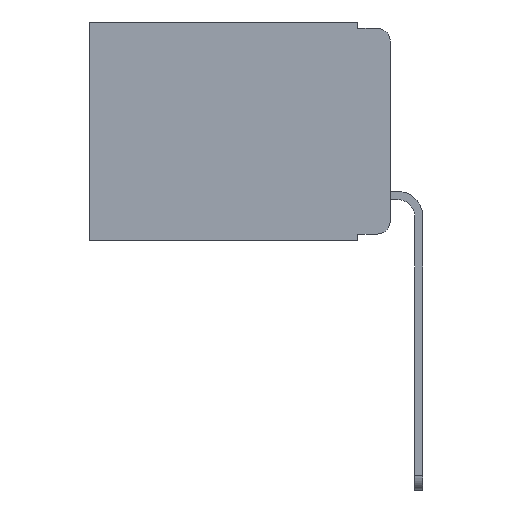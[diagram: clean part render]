
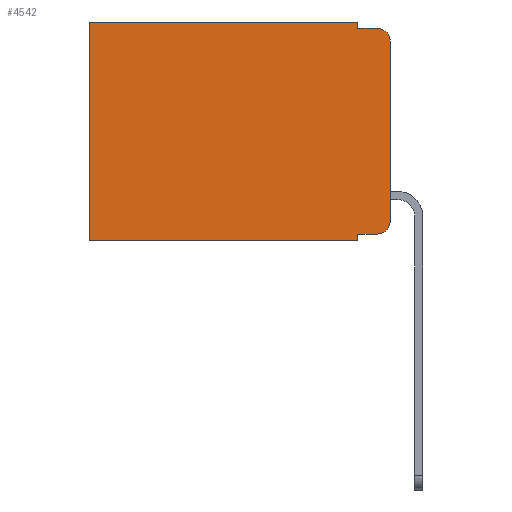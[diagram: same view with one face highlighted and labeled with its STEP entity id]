
A CAD part, left-side view. The second image highlights one B-rep face of the part: STEP entity #4542.
In plain terms, the highlighted planar face has unit normal (-1, 0, 0).
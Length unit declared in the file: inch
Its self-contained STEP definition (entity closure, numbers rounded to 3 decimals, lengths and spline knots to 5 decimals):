
#2 = EDGE_CURVE ( 'NONE', #4978, #5792, #9691, .T. ) ;
#14 = DIRECTION ( 'NONE',  ( 0., 0., -1. ) ) ;
#22 = EDGE_CURVE ( 'NONE', #862, #5792, #9411, .T. ) ;
#24 = EDGE_CURVE ( 'NONE', #9515, #862, #2490, .T. ) ;
#53 = EDGE_CURVE ( 'NONE', #3421, #9381, #11428, .T. ) ;
#83 = EDGE_CURVE ( 'NONE', #9982, #3683, #11157, .T. ) ;
#131 = EDGE_CURVE ( 'NONE', #9982, #9668, #10372, .T. ) ;
#166 = DIRECTION ( 'NONE',  ( 0., 0., -1. ) ) ;
#181 = EDGE_CURVE ( 'NONE', #9668, #2810, #7292, .T. ) ;
#493 = CARTESIAN_POINT ( 'NONE',  ( 0.298, 0.02, -0.03 ) ) ;
#523 = CARTESIAN_POINT ( 'NONE',  ( 0.298, 0.051, -0.01 ) ) ;
#862 = VERTEX_POINT ( 'NONE', #7250 ) ;
#1298 = DIRECTION ( 'NONE',  ( -1., 0., 0. ) ) ;
#1718 = CARTESIAN_POINT ( 'NONE',  ( 0.298, 0.473, 0. ) ) ;
#2043 = AXIS2_PLACEMENT_3D ( 'NONE', #11268, #6141, #12082 ) ;
#2332 = EDGE_CURVE ( 'NONE', #3683, #9381, #6679, .T. ) ;
#2421 = DIRECTION ( 'NONE',  ( 0., 0., -1. ) ) ;
#2490 = LINE ( 'NONE', #4269, #7147 ) ;
#2664 = CARTESIAN_POINT ( 'NONE',  ( 0.298, 0.473, 0. ) ) ;
#2810 = VERTEX_POINT ( 'NONE', #5340 ) ;
#3251 = ORIENTED_EDGE ( 'NONE', *, *, #83, .F. ) ;
#3257 = CARTESIAN_POINT ( 'NONE',  ( 0.298, 0.051, -0.333 ) ) ;
#3385 = VECTOR ( 'NONE', #9029, 39.37008 ) ;
#3421 = VERTEX_POINT ( 'NONE', #2664 ) ;
#3683 = VERTEX_POINT ( 'NONE', #5452 ) ;
#3776 = ORIENTED_EDGE ( 'NONE', *, *, #2, .T. ) ;
#4269 = CARTESIAN_POINT ( 'NONE',  ( 0.298, 0.051, 0. ) ) ;
#4364 = ORIENTED_EDGE ( 'NONE', *, *, #9934, .T. ) ;
#4392 = PLANE ( 'NONE',  #2043 ) ;
#4542 = ADVANCED_FACE ( 'NONE', ( #9392 ), #4392, .F. ) ;
#4646 = ORIENTED_EDGE ( 'NONE', *, *, #2332, .F. ) ;
#4714 = CARTESIAN_POINT ( 'NONE',  ( 0.298, 0.02, -0.333 ) ) ;
#4809 = LINE ( 'NONE', #11481, #9100 ) ;
#4817 = EDGE_LOOP ( 'NONE', ( #8138, #3776, #6142, #6402, #4364, #11228, #4646, #3251, #4936, #7224 ) ) ;
#4936 = ORIENTED_EDGE ( 'NONE', *, *, #131, .T. ) ;
#4978 = VERTEX_POINT ( 'NONE', #8256 ) ;
#5063 = CARTESIAN_POINT ( 'NONE',  ( 0.298, 0., 0. ) ) ;
#5142 = CARTESIAN_POINT ( 'NONE',  ( 0.298, 0.051, -0.333 ) ) ;
#5340 = CARTESIAN_POINT ( 'NONE',  ( 0.298, 0., -0.313 ) ) ;
#5352 = DIRECTION ( 'NONE',  ( 0., 1., 0. ) ) ;
#5452 = CARTESIAN_POINT ( 'NONE',  ( 0.298, 0.051, -0.343 ) ) ;
#5792 = VERTEX_POINT ( 'NONE', #8054 ) ;
#5812 = CARTESIAN_POINT ( 'NONE',  ( 0.298, 0., -0.343 ) ) ;
#5921 = DIRECTION ( 'NONE',  ( 0., 0., -1. ) ) ;
#6141 = DIRECTION ( 'NONE',  ( 1., 0., 0. ) ) ;
#6142 = ORIENTED_EDGE ( 'NONE', *, *, #22, .F. ) ;
#6402 = ORIENTED_EDGE ( 'NONE', *, *, #24, .F. ) ;
#6580 = EDGE_CURVE ( 'NONE', #4978, #2810, #4809, .T. ) ;
#6606 = VECTOR ( 'NONE', #5921, 39.37008 ) ;
#6679 = LINE ( 'NONE', #5812, #10716 ) ;
#6722 = CARTESIAN_POINT ( 'NONE',  ( 0.298, 0.473, -0.343 ) ) ;
#6870 = VECTOR ( 'NONE', #14, 39.37008 ) ;
#7056 = LINE ( 'NONE', #5063, #9324 ) ;
#7147 = VECTOR ( 'NONE', #10350, 39.37008 ) ;
#7224 = ORIENTED_EDGE ( 'NONE', *, *, #181, .T. ) ;
#7250 = CARTESIAN_POINT ( 'NONE',  ( 0.298, 0.051, -0.01 ) ) ;
#7292 = CIRCLE ( 'NONE', #10056, 0.02 ) ;
#7421 = VECTOR ( 'NONE', #8456, 39.37008 ) ;
#8054 = CARTESIAN_POINT ( 'NONE',  ( 0.298, 0.02, -0.01 ) ) ;
#8138 = ORIENTED_EDGE ( 'NONE', *, *, #6580, .F. ) ;
#8256 = CARTESIAN_POINT ( 'NONE',  ( 0.298, 0., -0.03 ) ) ;
#8456 = DIRECTION ( 'NONE',  ( 0., -1., 0. ) ) ;
#8574 = DIRECTION ( 'NONE',  ( -1., 0., 0. ) ) ;
#8590 = CARTESIAN_POINT ( 'NONE',  ( 0.298, 0.02, -0.313 ) ) ;
#8592 = DIRECTION ( 'NONE',  ( 0., 0., -1. ) ) ;
#8733 = CARTESIAN_POINT ( 'NONE',  ( 0.298, 0.051, 0. ) ) ;
#9029 = DIRECTION ( 'NONE',  ( 0., -1., 0. ) ) ;
#9100 = VECTOR ( 'NONE', #166, 39.37008 ) ;
#9324 = VECTOR ( 'NONE', #11049, 39.37008 ) ;
#9381 = VERTEX_POINT ( 'NONE', #6722 ) ;
#9392 = FACE_OUTER_BOUND ( 'NONE', #4817, .T. ) ;
#9411 = LINE ( 'NONE', #523, #7421 ) ;
#9515 = VERTEX_POINT ( 'NONE', #8733 ) ;
#9668 = VERTEX_POINT ( 'NONE', #4714 ) ;
#9691 = CIRCLE ( 'NONE', #10427, 0.02 ) ;
#9934 = EDGE_CURVE ( 'NONE', #9515, #3421, #7056, .T. ) ;
#9982 = VERTEX_POINT ( 'NONE', #5142 ) ;
#10056 = AXIS2_PLACEMENT_3D ( 'NONE', #8590, #8574, #8592 ) ;
#10350 = DIRECTION ( 'NONE',  ( 0., 0., -1. ) ) ;
#10372 = LINE ( 'NONE', #3257, #3385 ) ;
#10427 = AXIS2_PLACEMENT_3D ( 'NONE', #493, #1298, #2421 ) ;
#10716 = VECTOR ( 'NONE', #5352, 39.37008 ) ;
#11049 = DIRECTION ( 'NONE',  ( 0., 1., 0. ) ) ;
#11157 = LINE ( 'NONE', #11558, #6606 ) ;
#11228 = ORIENTED_EDGE ( 'NONE', *, *, #53, .T. ) ;
#11268 = CARTESIAN_POINT ( 'NONE',  ( 0.298, 0., 0. ) ) ;
#11428 = LINE ( 'NONE', #1718, #6870 ) ;
#11481 = CARTESIAN_POINT ( 'NONE',  ( 0.298, 0., 0. ) ) ;
#11558 = CARTESIAN_POINT ( 'NONE',  ( 0.298, 0.051, 0. ) ) ;
#12082 = DIRECTION ( 'NONE',  ( 0., 0., -1. ) ) ;
